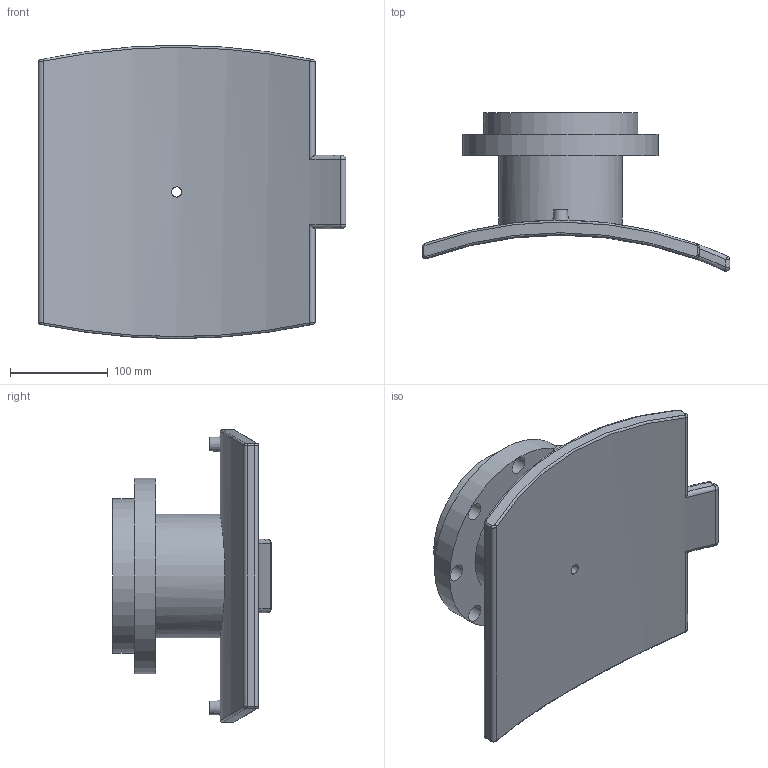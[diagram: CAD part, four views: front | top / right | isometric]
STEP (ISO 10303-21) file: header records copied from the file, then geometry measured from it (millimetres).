
FILE_DESCRIPTION(/* description */ ('PLASSON FLANGED BRANCH SADDLE 450-800X100'),/* implementation_level */ '2;1');
FILE_NAME(/* name */ '495804710090T.ipt.stp',/* time_stamp */ '2017-11-06T09:20:14+02:00',/* author */ ('KIM'),/* organization */ (''),/* preprocessor_version */ 'ST-DEVELOPER v15.6',/* originating_system */ 'Autodesk Inventor 2015',/* authorisation */ '');
FILE_SCHEMA (('AUTOMOTIVE_DESIGN { 1 0 10303 214 3 1 1 }'));
Length unit declared in the file: millimetre
Products named in the file (1): 495804710090T
Bounding box: 315 x 162.15 x 300 mm (x, y, z)
Volume: 2351564.8 mm3; surface area: 326931.7 mm2
Topology: 1 solids, 1 shells, 75 faces, 164 edges, 102 vertices
Faces by surface type: cylinder 37, plane 16, bspline 12, sphere 4, torus 4, cone 2
Full cylindrical faces by diameter (mm): 4 x2, 10 x2, 10.4 x1, 16 x1, 18 x8, 100 x1, 126.4 x1, 158 x1, 200 x1
Entity records: 2636 total; most frequent: CARTESIAN_POINT 1094, DIRECTION 302, ORIENTED_EDGE 276, EDGE_CURVE 138, AXIS2_PLACEMENT_3D 136, EDGE_LOOP 124, VERTEX_POINT 96, FACE_OUTER_BOUND 75
